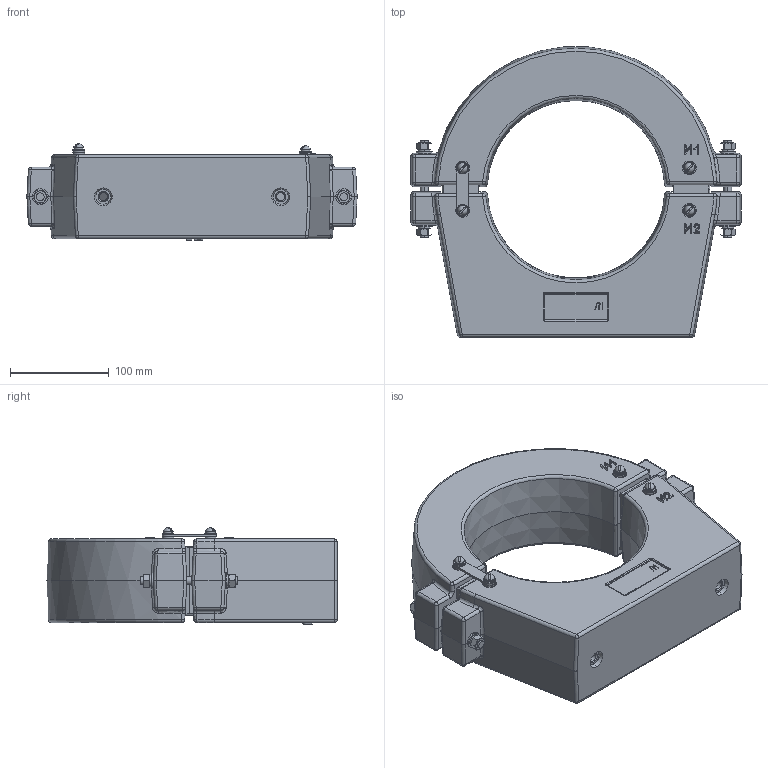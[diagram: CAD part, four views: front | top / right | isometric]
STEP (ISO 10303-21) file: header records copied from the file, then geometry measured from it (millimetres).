
FILE_DESCRIPTION (( 'STEP AP203' ), '1' );
FILE_NAME ('痀倓-180.STEP', '2021-04-22T05:19:18', ( '' ), ( '' ), 'SwSTEP 2.0', 'SolidWorks 2010', '' );
FILE_SCHEMA (( 'CONFIG_CONTROL_DESIGN' ));
Length unit declared in the file: millimetre
Products named in the file (1): 痀倓-180
Bounding box: 335 x 294.46 x 97.62 mm (x, y, z)
Surface area: 392959.8 mm2 (no closed solid volume)
Topology: 0 solids, 38 shells, 447 faces, 1261 edges, 836 vertices
Faces by surface type: plane 146, cylinder 125, cone 56, sphere 50, bspline 42, torus 28
Entity records: 16571 total; most frequent: CARTESIAN_POINT 5406, DIRECTION 2381, ORIENTED_EDGE 2147, EDGE_CURVE 1257, AXIS2_PLACEMENT_3D 953, VERTEX_POINT 836, CIRCLE 547, EDGE_LOOP 483
